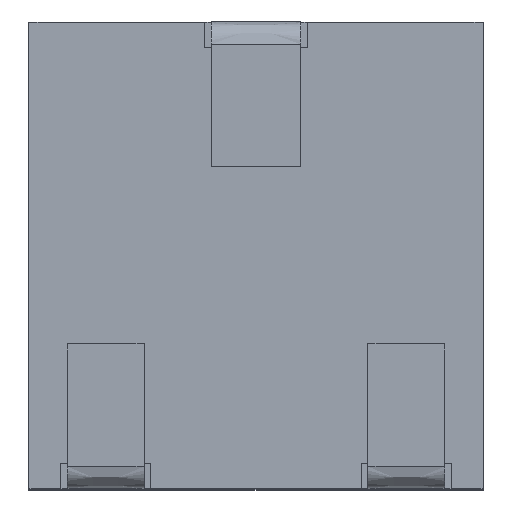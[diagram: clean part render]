
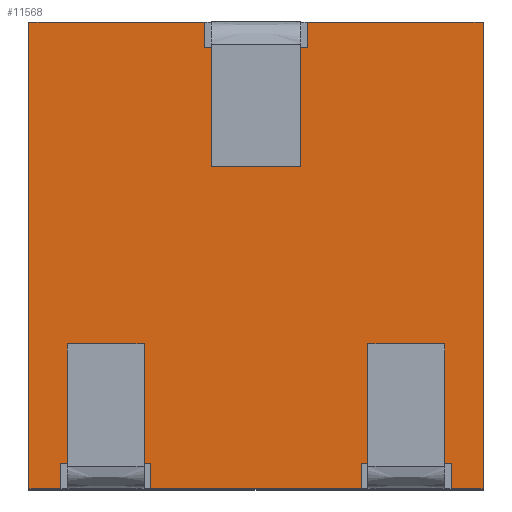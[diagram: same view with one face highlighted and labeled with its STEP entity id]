
A CAD part, top view. The second image highlights one B-rep face of the part: STEP entity #11568.
In plain terms, the highlighted free-form (B-spline) face has degree [1, 1] with [2, 2] control points.
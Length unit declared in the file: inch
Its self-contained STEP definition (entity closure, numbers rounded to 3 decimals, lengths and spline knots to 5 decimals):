
#731=DIRECTION('',(-1.,0.,0.));
#732=VECTOR('',#731,0.055);
#733=CARTESIAN_POINT('',(-0.016,0.146,0.111));
#734=LINE('',#733,#732);
#773=DIRECTION('',(-1.,0.,0.));
#774=VECTOR('',#773,0.055);
#775=CARTESIAN_POINT('',(0.071,0.146,0.111));
#776=LINE('',#775,#774);
#1041=DIRECTION('',(1.,0.,0.));
#1042=VECTOR('',#1041,0.032);
#1043=CARTESIAN_POINT('',(-0.016,0.138,0.111));
#1044=LINE('',#1043,#1042);
#1048=DIRECTION('',(0.,-1.,0.));
#1049=VECTOR('',#1048,0.008);
#1050=CARTESIAN_POINT('',(0.016,0.146,0.111));
#1051=LINE('',#1050,#1049);
#1055=DIRECTION('',(0.,-1.,0.));
#1056=VECTOR('',#1055,0.146);
#1057=CARTESIAN_POINT('',(0.071,0.146,0.111));
#1058=LINE('',#1057,#1056);
#1062=DIRECTION('',(0.,1.,0.));
#1063=VECTOR('',#1062,0.008);
#1064=CARTESIAN_POINT('',(0.061,0.,0.111));
#1065=LINE('',#1064,#1063);
#1069=DIRECTION('',(-1.,0.,0.));
#1070=VECTOR('',#1069,0.028);
#1071=CARTESIAN_POINT('',(0.061,0.008,0.111));
#1072=LINE('',#1071,#1070);
#1076=DIRECTION('',(0.,1.,0.));
#1077=VECTOR('',#1076,0.008);
#1078=CARTESIAN_POINT('',(0.033,0.,0.111));
#1079=LINE('',#1078,#1077);
#1083=DIRECTION('',(0.,1.,0.));
#1084=VECTOR('',#1083,0.008);
#1085=CARTESIAN_POINT('',(-0.033,0.,0.111));
#1086=LINE('',#1085,#1084);
#1090=DIRECTION('',(-1.,0.,0.));
#1091=VECTOR('',#1090,0.028);
#1092=CARTESIAN_POINT('',(-0.033,0.008,0.111));
#1093=LINE('',#1092,#1091);
#1097=DIRECTION('',(0.,1.,0.));
#1098=VECTOR('',#1097,0.008);
#1099=CARTESIAN_POINT('',(-0.061,0.,0.111));
#1100=LINE('',#1099,#1098);
#1104=DIRECTION('',(0.,-1.,0.));
#1105=VECTOR('',#1104,0.008);
#1106=CARTESIAN_POINT('',(-0.016,0.146,0.111));
#1107=LINE('',#1106,#1105);
#1188=DIRECTION('',(0.,-1.,0.));
#1189=VECTOR('',#1188,0.146);
#1190=CARTESIAN_POINT('',(-0.071,0.146,0.111));
#1191=LINE('',#1190,#1189);
#1279=DIRECTION('',(-1.,0.,0.));
#1280=VECTOR('',#1279,0.066);
#1281=CARTESIAN_POINT('',(0.033,0.,0.111));
#1282=LINE('',#1281,#1280);
#1335=DIRECTION('',(-1.,0.,0.));
#1336=VECTOR('',#1335,0.01);
#1337=CARTESIAN_POINT('',(0.071,0.,0.111));
#1338=LINE('',#1337,#1336);
#1356=DIRECTION('',(-1.,0.,0.));
#1357=VECTOR('',#1356,0.01);
#1358=CARTESIAN_POINT('',(-0.061,0.,0.111));
#1359=LINE('',#1358,#1357);
#10036=CARTESIAN_POINT('',(0.071,0.146,0.111));
#10037=CARTESIAN_POINT('',(0.071,0.,0.111));
#10038=VERTEX_POINT('',#10036);
#10039=VERTEX_POINT('',#10037);
#10040=CARTESIAN_POINT('',(-0.071,0.146,0.111));
#10041=CARTESIAN_POINT('',(-0.071,0.,0.111));
#10042=VERTEX_POINT('',#10040);
#10043=VERTEX_POINT('',#10041);
#10176=CARTESIAN_POINT('',(0.033,0.,0.111));
#10178=VERTEX_POINT('',#10176);
#10180=CARTESIAN_POINT('',(0.061,0.,0.111));
#10182=VERTEX_POINT('',#10180);
#10184=CARTESIAN_POINT('',(-0.061,0.,0.111));
#10186=VERTEX_POINT('',#10184);
#10188=CARTESIAN_POINT('',(-0.033,0.,0.111));
#10190=VERTEX_POINT('',#10188);
#10192=CARTESIAN_POINT('',(0.061,0.008,0.111));
#10193=CARTESIAN_POINT('',(0.033,0.008,0.111));
#10194=VERTEX_POINT('',#10192);
#10195=VERTEX_POINT('',#10193);
#10196=CARTESIAN_POINT('',(-0.033,0.008,0.111));
#10197=CARTESIAN_POINT('',(-0.061,0.008,0.111));
#10198=VERTEX_POINT('',#10196);
#10199=VERTEX_POINT('',#10197);
#10208=CARTESIAN_POINT('',(0.016,0.146,0.111));
#10210=VERTEX_POINT('',#10208);
#10212=CARTESIAN_POINT('',(-0.016,0.146,0.111));
#10214=VERTEX_POINT('',#10212);
#10216=CARTESIAN_POINT('',(-0.016,0.138,0.111));
#10217=CARTESIAN_POINT('',(0.016,0.138,0.111));
#10218=VERTEX_POINT('',#10216);
#10219=VERTEX_POINT('',#10217);
#11532=CARTESIAN_POINT('',(0.07384,0.14892,0.111));
#11533=CARTESIAN_POINT('',(0.07384,-0.00292,0.111));
#11534=CARTESIAN_POINT('',(-0.07384,0.14892,0.111));
#11535=CARTESIAN_POINT('',(-0.07384,-0.00292,0.111));
#11536=B_SPLINE_SURFACE_WITH_KNOTS('',1,1,((#11532,#11533),(#11534,#11535)),
.UNSPECIFIED.,.F.,.F.,.F.,(2,2),(2,2),(-0.00284,0.14484),(-0.00292,0.14892),
.UNSPECIFIED.);
#11538=ORIENTED_EDGE('',*,*,#11537,.T.);
#11539=ORIENTED_EDGE('',*,*,#11524,.F.);
#11540=ORIENTED_EDGE('',*,*,#11247,.F.);
#11542=ORIENTED_EDGE('',*,*,#11541,.T.);
#11544=ORIENTED_EDGE('',*,*,#11543,.T.);
#11546=ORIENTED_EDGE('',*,*,#11545,.T.);
#11548=ORIENTED_EDGE('',*,*,#11547,.T.);
#11550=ORIENTED_EDGE('',*,*,#11549,.F.);
#11552=ORIENTED_EDGE('',*,*,#11551,.T.);
#11554=ORIENTED_EDGE('',*,*,#11553,.T.);
#11556=ORIENTED_EDGE('',*,*,#11555,.T.);
#11558=ORIENTED_EDGE('',*,*,#11557,.F.);
#11560=ORIENTED_EDGE('',*,*,#11559,.T.);
#11562=ORIENTED_EDGE('',*,*,#11561,.F.);
#11563=ORIENTED_EDGE('',*,*,#11238,.F.);
#11565=ORIENTED_EDGE('',*,*,#11564,.T.);
#11566=EDGE_LOOP('',(#11538,#11539,#11540,#11542,#11544,#11546,#11548,#11550,
#11552,#11554,#11556,#11558,#11560,#11562,#11563,#11565));
#11567=FACE_OUTER_BOUND('',#11566,.F.);
#11568=ADVANCED_FACE('',(#11567),#11536,.T.);
#11238=EDGE_CURVE('',#10214,#10042,#734,.T.);
#11247=EDGE_CURVE('',#10038,#10210,#776,.T.);
#11524=EDGE_CURVE('',#10210,#10219,#1051,.T.);
#11537=EDGE_CURVE('',#10218,#10219,#1044,.T.);
#11541=EDGE_CURVE('',#10038,#10039,#1058,.T.);
#11543=EDGE_CURVE('',#10039,#10182,#1338,.T.);
#11545=EDGE_CURVE('',#10182,#10194,#1065,.T.);
#11547=EDGE_CURVE('',#10194,#10195,#1072,.T.);
#11549=EDGE_CURVE('',#10178,#10195,#1079,.T.);
#11551=EDGE_CURVE('',#10178,#10190,#1282,.T.);
#11553=EDGE_CURVE('',#10190,#10198,#1086,.T.);
#11555=EDGE_CURVE('',#10198,#10199,#1093,.T.);
#11557=EDGE_CURVE('',#10186,#10199,#1100,.T.);
#11559=EDGE_CURVE('',#10186,#10043,#1359,.T.);
#11561=EDGE_CURVE('',#10042,#10043,#1191,.T.);
#11564=EDGE_CURVE('',#10214,#10218,#1107,.T.);
